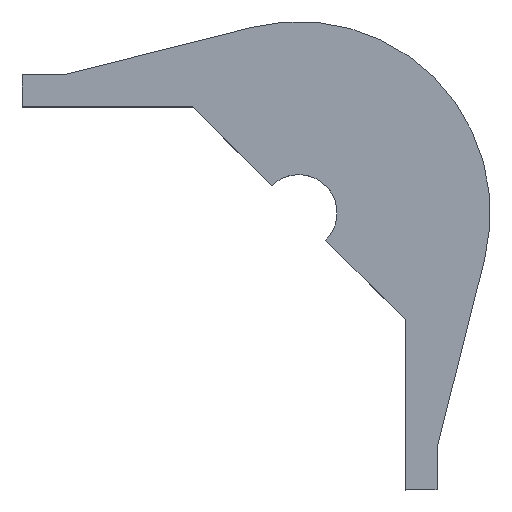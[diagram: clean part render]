
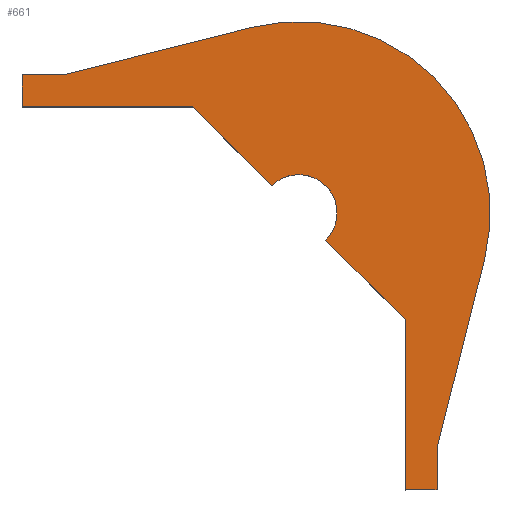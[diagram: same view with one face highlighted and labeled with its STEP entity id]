
A CAD part, top view. The second image highlights one B-rep face of the part: STEP entity #661.
In plain terms, the highlighted planar face has unit normal (0, 0, 1).
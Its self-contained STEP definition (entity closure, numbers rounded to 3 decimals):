
#49=PLANE('',#726);
#72=FACE_OUTER_BOUND('',#110,.T.);
#110=EDGE_LOOP('',(#555,#556,#557,#558,#559,#560,#561,#562,#563,#564,#565,
#566,#567));
#150=CIRCLE('',#722,9.);
#153=CIRCLE('',#727,45.);
#170=LINE('',#972,#237);
#190=LINE('',#1021,#257);
#196=LINE('',#1033,#263);
#198=LINE('',#1043,#265);
#203=LINE('',#1054,#270);
#206=LINE('',#1059,#273);
#210=LINE('',#1078,#277);
#211=LINE('',#1080,#278);
#212=LINE('',#1082,#279);
#213=LINE('',#1084,#280);
#214=LINE('',#1086,#281);
#237=VECTOR('',#779,10.);
#257=VECTOR('',#819,10.);
#263=VECTOR('',#827,10.);
#265=VECTOR('',#837,10.);
#270=VECTOR('',#844,10.);
#273=VECTOR('',#849,10.);
#277=VECTOR('',#871,10.);
#278=VECTOR('',#872,10.);
#279=VECTOR('',#873,10.);
#280=VECTOR('',#874,10.);
#281=VECTOR('',#877,10.);
#307=VERTEX_POINT('',#969);
#308=VERTEX_POINT('',#971);
#326=VERTEX_POINT('',#1018);
#327=VERTEX_POINT('',#1020);
#332=VERTEX_POINT('',#1032);
#336=VERTEX_POINT('',#1042);
#340=VERTEX_POINT('',#1051);
#341=VERTEX_POINT('',#1053);
#342=VERTEX_POINT('',#1058);
#348=VERTEX_POINT('',#1077);
#349=VERTEX_POINT('',#1079);
#350=VERTEX_POINT('',#1081);
#351=VERTEX_POINT('',#1083);
#374=EDGE_CURVE('',#307,#308,#170,.T.);
#399=EDGE_CURVE('',#326,#327,#190,.T.);
#405=EDGE_CURVE('',#308,#332,#196,.T.);
#410=EDGE_CURVE('',#332,#336,#198,.T.);
#415=EDGE_CURVE('',#340,#341,#203,.T.);
#418=EDGE_CURVE('',#342,#326,#206,.T.);
#425=EDGE_CURVE('',#327,#307,#150,.T.);
#428=EDGE_CURVE('',#348,#342,#210,.T.);
#429=EDGE_CURVE('',#348,#349,#211,.T.);
#430=EDGE_CURVE('',#349,#350,#212,.T.);
#431=EDGE_CURVE('',#351,#350,#213,.T.);
#432=EDGE_CURVE('',#341,#351,#153,.T.);
#433=EDGE_CURVE('',#340,#336,#214,.T.);
#555=ORIENTED_EDGE('',*,*,#374,.F.);
#556=ORIENTED_EDGE('',*,*,#425,.F.);
#557=ORIENTED_EDGE('',*,*,#399,.F.);
#558=ORIENTED_EDGE('',*,*,#418,.F.);
#559=ORIENTED_EDGE('',*,*,#428,.F.);
#560=ORIENTED_EDGE('',*,*,#429,.T.);
#561=ORIENTED_EDGE('',*,*,#430,.T.);
#562=ORIENTED_EDGE('',*,*,#431,.F.);
#563=ORIENTED_EDGE('',*,*,#432,.F.);
#564=ORIENTED_EDGE('',*,*,#415,.F.);
#565=ORIENTED_EDGE('',*,*,#433,.T.);
#566=ORIENTED_EDGE('',*,*,#410,.F.);
#567=ORIENTED_EDGE('',*,*,#405,.F.);
#661=ADVANCED_FACE('',(#72),#49,.T.);
#722=AXIS2_PLACEMENT_3D('',#1072,#861,#862);
#726=AXIS2_PLACEMENT_3D('',#1076,#869,#870);
#727=AXIS2_PLACEMENT_3D('',#1085,#875,#876);
#779=DIRECTION('',(-0.707,0.707,0.));
#819=DIRECTION('',(-0.707,0.707,0.));
#827=DIRECTION('',(-1.,0.,0.));
#837=DIRECTION('',(0.,1.,0.));
#844=DIRECTION('',(0.97,0.245,0.));
#849=DIRECTION('',(0.,1.,0.));
#861=DIRECTION('center_axis',(0.,0.,1.));
#862=DIRECTION('ref_axis',(-1.,0.,0.));
#869=DIRECTION('center_axis',(0.,0.,
1.));
#870=DIRECTION('ref_axis',(-0.707,0.707,0.));
#871=DIRECTION('',(-1.,0.,0.));
#872=DIRECTION('',(1.,0.,0.));
#873=DIRECTION('',(0.,1.,0.));
#874=DIRECTION('',(-0.245,-0.97,0.));
#875=DIRECTION('center_axis',(0.,0.,-1.));
#876=DIRECTION('ref_axis',(0.,-1.,0.));
#877=DIRECTION('',(-1.,0.,0.));
#969=CARTESIAN_POINT('',(13.636,26.364,101.05));
#971=CARTESIAN_POINT('',(-5.,45.,101.05));
#972=CARTESIAN_POINT('',(7.626,32.374,101.05));
#1018=CARTESIAN_POINT('',(45.,-5.,101.05));
#1020=CARTESIAN_POINT('',(26.364,13.636,101.05));
#1021=CARTESIAN_POINT('',(30.607,9.393,101.05));
#1032=CARTESIAN_POINT('',(-45.,45.,101.05));
#1033=CARTESIAN_POINT('',(-0.612,45.,101.05));
#1042=CARTESIAN_POINT('',(-45.,52.5,101.05));
#1043=CARTESIAN_POINT('',(-45.,30.,101.05));
#1051=CARTESIAN_POINT('',(-35.099,52.5,101.05));
#1053=CARTESIAN_POINT('',(9.086,63.656,101.05));
#1054=CARTESIAN_POINT('',(3.148,62.157,101.05));
#1058=CARTESIAN_POINT('',(45.,-45.,101.05));
#1059=CARTESIAN_POINT('',(45.,2.5,101.05));
#1072=CARTESIAN_POINT('Origin',(20.,20.,101.05));
#1076=CARTESIAN_POINT('Origin',(34.142,34.142,101.05));
#1077=CARTESIAN_POINT('',(50.,-45.,101.05));
#1078=CARTESIAN_POINT('',(27.5,-45.,101.05));
#1079=CARTESIAN_POINT('',(52.5,-45.,101.05));
#1080=CARTESIAN_POINT('',(45.,-45.,101.05));
#1081=CARTESIAN_POINT('',(52.5,-35.099,101.05));
#1082=CARTESIAN_POINT('',(52.5,-36.881,101.05));
#1083=CARTESIAN_POINT('',(63.656,9.086,101.05));
#1084=CARTESIAN_POINT('',(55.329,-23.895,101.05));
#1085=CARTESIAN_POINT('Origin',(20.,20.,101.05));
#1086=CARTESIAN_POINT('',(-45.,52.5,101.05));
